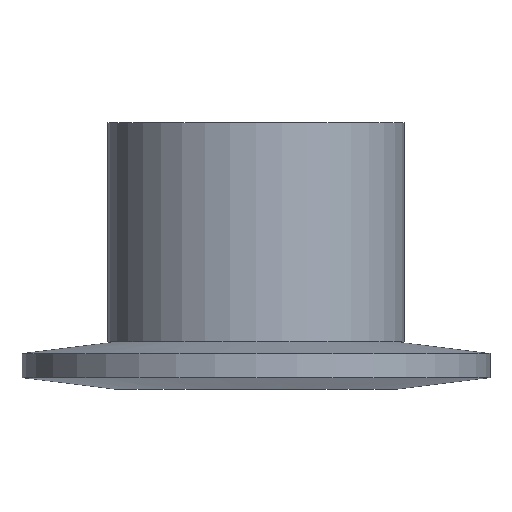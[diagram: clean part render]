
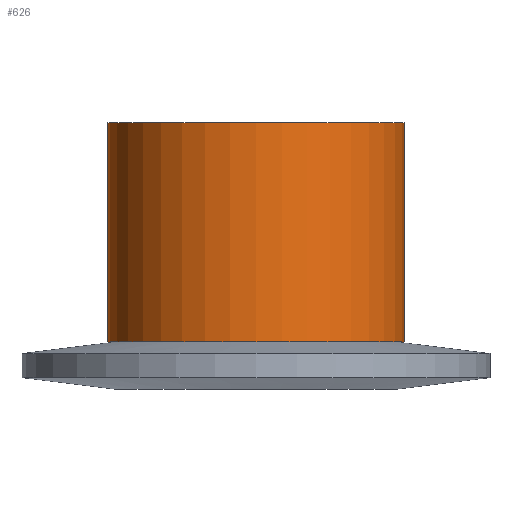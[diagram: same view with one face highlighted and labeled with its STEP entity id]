
A CAD part, left-side view. The second image highlights one B-rep face of the part: STEP entity #626.
In plain terms, the highlighted cylindrical face has radius 5 mm (diameter 10 mm), a partial arc.
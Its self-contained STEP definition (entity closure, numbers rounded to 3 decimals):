
#275=DIRECTION('',(0.,0.,1.));
#276=VECTOR('',#275,7.4);
#277=CARTESIAN_POINT('',(0.,5.,0.8));
#278=LINE('',#277,#276);
#279=DIRECTION('',(0.,0.,1.));
#280=VECTOR('',#279,7.4);
#281=CARTESIAN_POINT('',(0.,-5.,0.8));
#282=LINE('',#281,#280);
#283=CARTESIAN_POINT('',(0.,0.,0.8));
#284=DIRECTION('',(0.,0.,1.));
#285=DIRECTION('',(0.,1.,0.));
#286=AXIS2_PLACEMENT_3D('',#283,#284,#285);
#288=CARTESIAN_POINT('',(0.,0.,8.2));
#289=DIRECTION('',(0.,0.,1.));
#290=DIRECTION('',(0.,1.,0.));
#291=AXIS2_PLACEMENT_3D('',#288,#289,#290);
#310=CARTESIAN_POINT('',(0.,5.,0.8));
#311=CARTESIAN_POINT('',(0.,5.,8.2));
#312=VERTEX_POINT('',#310);
#313=VERTEX_POINT('',#311);
#326=CARTESIAN_POINT('',(0.,-5.,0.8));
#327=CARTESIAN_POINT('',(0.,-5.,8.2));
#328=VERTEX_POINT('',#326);
#329=VERTEX_POINT('',#327);
#614=CARTESIAN_POINT('',(0.,0.,8.65));
#615=DIRECTION('',(0.,0.,-1.));
#616=DIRECTION('',(0.,-1.,0.));
#617=AXIS2_PLACEMENT_3D('',#614,#615,#616);
#618=CYLINDRICAL_SURFACE('',#617,5.);
#619=ORIENTED_EDGE('',*,*,#604,.T.);
#621=ORIENTED_EDGE('',*,*,#620,.T.);
#622=ORIENTED_EDGE('',*,*,#607,.F.);
#623=ORIENTED_EDGE('',*,*,#590,.F.);
#624=EDGE_LOOP('',(#619,#621,#622,#623));
#625=FACE_OUTER_BOUND('',#624,.F.);
#287=CIRCLE('',#286,5.);
#292=CIRCLE('',#291,5.);
#590=EDGE_CURVE('',#312,#328,#287,.T.);
#604=EDGE_CURVE('',#312,#313,#278,.T.);
#607=EDGE_CURVE('',#328,#329,#282,.T.);
#620=EDGE_CURVE('',#313,#329,#292,.T.);
#626=ADVANCED_FACE('',(#625),#618,.T.);
